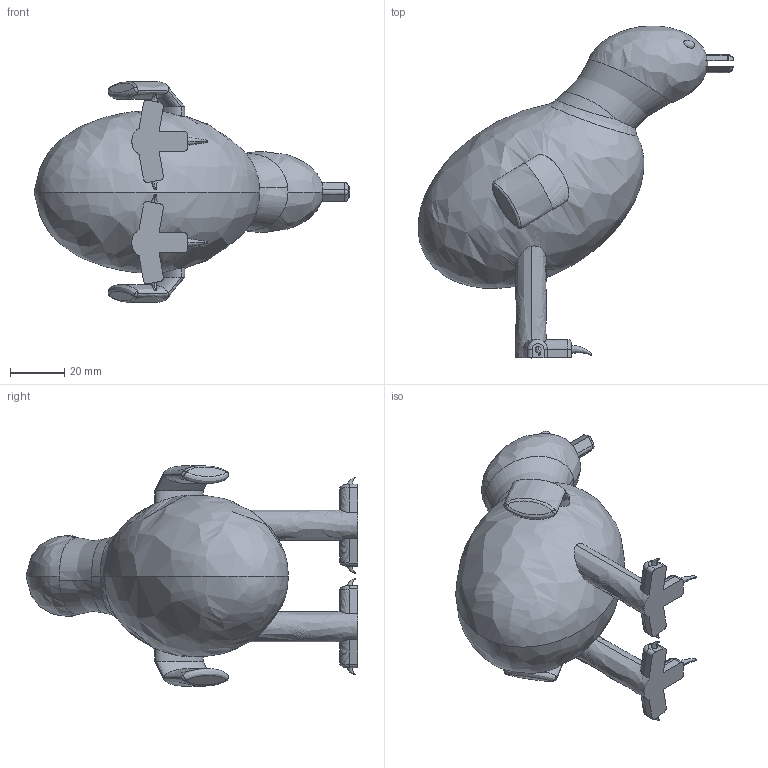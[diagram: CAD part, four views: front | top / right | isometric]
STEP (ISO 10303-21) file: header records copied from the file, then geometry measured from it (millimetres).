
FILE_DESCRIPTION(('FreeCAD Model'),'2;1');
FILE_NAME('Open CASCADE Shape Model','2025-05-02T02:20:55',('FreeCAD'),( 'FreeCAD'),'Open CASCADE STEP processor 7.6','FreeCAD','Unknown');
FILE_SCHEMA(('AUTOMOTIVE_DESIGN { 1 0 10303 214 1 1 1 1 }'));
Length unit declared in the file: millimetre
Products named in the file (1): Open CASCADE STEP translator 7.6 1
Bounding box: 116.08 x 122.04 x 81.06 mm (x, y, z)
Volume: 208727.5 mm3; surface area: 25126.5 mm2
Topology: 1 solids, 1 shells, 127 faces, 316 edges, 193 vertices
Faces by surface type: bspline 127
Entity records: 12548 total; most frequent: CARTESIAN_POINT 10750, ORIENTED_EDGE 612, EDGE_CURVE 306, B_SPLINE_CURVE_WITH_KNOTS 210, VERTEX_POINT 193, FACE_BOUND 139, EDGE_LOOP 139, ADVANCED_FACE 127
